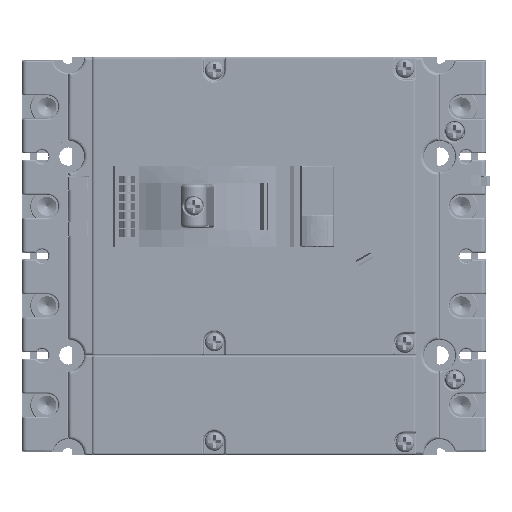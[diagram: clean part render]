
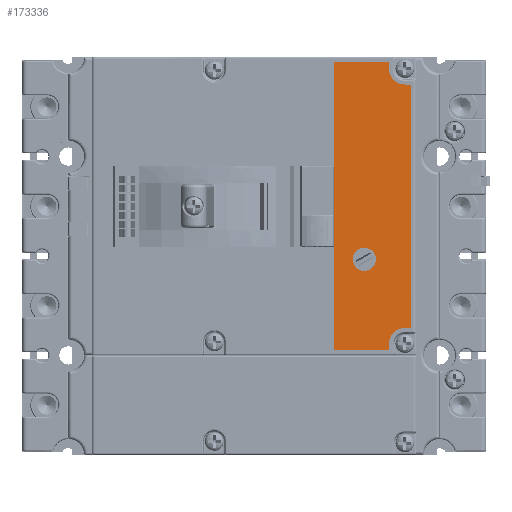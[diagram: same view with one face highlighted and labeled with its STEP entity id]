
A CAD part, left-side view. The second image highlights one B-rep face of the part: STEP entity #173336.
In plain terms, the highlighted planar face has unit normal (-1, 0, 0).
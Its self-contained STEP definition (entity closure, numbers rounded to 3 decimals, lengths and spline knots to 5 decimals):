
#36661=CARTESIAN_POINT('',(-0.0372,-0.04811,-0.0285));
#36662=DIRECTION('',(1.,0.,0.));
#36663=DIRECTION('',(0.,0.,1.));
#36664=AXIS2_PLACEMENT_3D('',#36661,#36662,#36663);
#36666=CARTESIAN_POINT('',(-0.0372,-0.04811,-0.0285));
#36667=DIRECTION('',(1.,0.,0.));
#36668=DIRECTION('',(0.,0.,-1.));
#36669=AXIS2_PLACEMENT_3D('',#36666,#36667,#36668);
#36671=DIRECTION('',(0.,-1.,0.));
#36672=VECTOR('',#36671,0.01645);
#36673=CARTESIAN_POINT('',(-0.0372,-0.03911,-0.056));
#36674=LINE('',#36673,#36672);
#36675=DIRECTION('',(0.,0.,-1.));
#36676=VECTOR('',#36675,0.087);
#36677=CARTESIAN_POINT('',(-0.0372,-0.03911,0.031));
#36678=LINE('',#36677,#36676);
#36679=DIRECTION('',(0.,1.,0.));
#36680=VECTOR('',#36679,0.01645);
#36681=CARTESIAN_POINT('',(-0.0372,-0.05556,0.031));
#36682=LINE('',#36681,#36680);
#36683=DIRECTION('',(0.,0.,1.));
#36684=VECTOR('',#36683,0.002);
#36685=CARTESIAN_POINT('',(-0.0372,-0.05556,0.029));
#36686=LINE('',#36685,#36684);
#36687=CARTESIAN_POINT('',(-0.0372,-0.06031,0.029));
#36688=DIRECTION('',(1.,0.,0.));
#36689=DIRECTION('',(0.,0.,-1.));
#36690=AXIS2_PLACEMENT_3D('',#36687,#36688,#36689);
#36692=DIRECTION('',(0.,1.,0.));
#36693=VECTOR('',#36692,0.002);
#36694=CARTESIAN_POINT('',(-0.0372,-0.06231,0.02425));
#36695=LINE('',#36694,#36693);
#36696=DIRECTION('',(0.,0.,1.));
#36697=VECTOR('',#36696,0.0735);
#36698=CARTESIAN_POINT('',(-0.0372,-0.06231,-0.04925));
#36699=LINE('',#36698,#36697);
#36700=DIRECTION('',(0.,-1.,0.));
#36701=VECTOR('',#36700,0.002);
#36702=CARTESIAN_POINT('',(-0.0372,-0.06031,-0.04925));
#36703=LINE('',#36702,#36701);
#36704=CARTESIAN_POINT('',(-0.0372,-0.06031,-0.054));
#36705=DIRECTION('',(1.,0.,0.));
#36706=DIRECTION('',(0.,1.,0.));
#36707=AXIS2_PLACEMENT_3D('',#36704,#36705,#36706);
#36709=DIRECTION('',(0.,0.,1.));
#36710=VECTOR('',#36709,0.002);
#36711=CARTESIAN_POINT('',(-0.0372,-0.05556,-0.056));
#36712=LINE('',#36711,#36710);
#115831=CARTESIAN_POINT('',(-0.0372,-0.03911,0.031));
#115832=VERTEX_POINT('',#115831);
#115833=CARTESIAN_POINT('',(-0.0372,-0.03911,-0.056));
#115834=VERTEX_POINT('',#115833);
#115835=CARTESIAN_POINT('',(-0.0372,-0.05556,0.031));
#115836=VERTEX_POINT('',#115835);
#115837=CARTESIAN_POINT('',(-0.0372,-0.05556,0.029));
#115838=VERTEX_POINT('',#115837);
#115839=CARTESIAN_POINT('',(-0.0372,-0.06031,0.02425));
#115840=VERTEX_POINT('',#115839);
#115841=CARTESIAN_POINT('',(-0.0372,-0.06231,0.02425));
#115842=VERTEX_POINT('',#115841);
#115843=CARTESIAN_POINT('',(-0.0372,-0.06231,-0.04925));
#115844=VERTEX_POINT('',#115843);
#115845=CARTESIAN_POINT('',(-0.0372,-0.06031,-0.04925));
#115846=VERTEX_POINT('',#115845);
#115847=CARTESIAN_POINT('',(-0.0372,-0.05556,-0.054));
#115848=VERTEX_POINT('',#115847);
#115849=CARTESIAN_POINT('',(-0.0372,-0.05556,-0.056));
#115850=VERTEX_POINT('',#115849);
#115851=CARTESIAN_POINT('',(-0.0372,-0.04811,-0.032));
#115852=CARTESIAN_POINT('',(-0.0372,-0.04811,-0.025));
#115853=VERTEX_POINT('',#115851);
#115854=VERTEX_POINT('',#115852);
#173313=CARTESIAN_POINT('',(-0.0372,0.00069,0.0325));
#173314=DIRECTION('',(-1.,0.,0.));
#173315=DIRECTION('',(0.,0.,1.));
#173316=AXIS2_PLACEMENT_3D('',#173313,#173314,#173315);
#173317=PLANE('',#173316);
#173318=ORIENTED_EDGE('',*,*,#173301,.F.);
#173319=ORIENTED_EDGE('',*,*,#173110,.F.);
#173320=ORIENTED_EDGE('',*,*,#173134,.F.);
#173321=ORIENTED_EDGE('',*,*,#173155,.F.);
#173322=ORIENTED_EDGE('',*,*,#173176,.F.);
#173323=ORIENTED_EDGE('',*,*,#173197,.F.);
#173324=ORIENTED_EDGE('',*,*,#173218,.F.);
#173325=ORIENTED_EDGE('',*,*,#173239,.F.);
#173326=ORIENTED_EDGE('',*,*,#173260,.F.);
#173327=ORIENTED_EDGE('',*,*,#173281,.F.);
#173328=EDGE_LOOP('',(#173318,#173319,#173320,#173321,#173322,#173323,#173324,
#173325,#173326,#173327));
#173329=FACE_OUTER_BOUND('',#173328,.F.);
#173331=ORIENTED_EDGE('',*,*,#173330,.F.);
#173333=ORIENTED_EDGE('',*,*,#173332,.F.);
#173334=EDGE_LOOP('',(#173331,#173333));
#173335=FACE_BOUND('',#173334,.F.);
#173336=ADVANCED_FACE('',(#173329,#173335),#173317,.T.);
#36665=CIRCLE('',#36664,0.0035);
#36670=CIRCLE('',#36669,0.0035);
#36691=CIRCLE('',#36690,0.00475);
#36708=CIRCLE('',#36707,0.00475);
#173110=EDGE_CURVE('',#115832,#115834,#36678,.T.);
#173134=EDGE_CURVE('',#115836,#115832,#36682,.T.);
#173155=EDGE_CURVE('',#115838,#115836,#36686,.T.);
#173176=EDGE_CURVE('',#115840,#115838,#36691,.T.);
#173197=EDGE_CURVE('',#115842,#115840,#36695,.T.);
#173218=EDGE_CURVE('',#115844,#115842,#36699,.T.);
#173239=EDGE_CURVE('',#115846,#115844,#36703,.T.);
#173260=EDGE_CURVE('',#115848,#115846,#36708,.T.);
#173281=EDGE_CURVE('',#115850,#115848,#36712,.T.);
#173301=EDGE_CURVE('',#115834,#115850,#36674,.T.);
#173330=EDGE_CURVE('',#115854,#115853,#36665,.T.);
#173332=EDGE_CURVE('',#115853,#115854,#36670,.T.);
